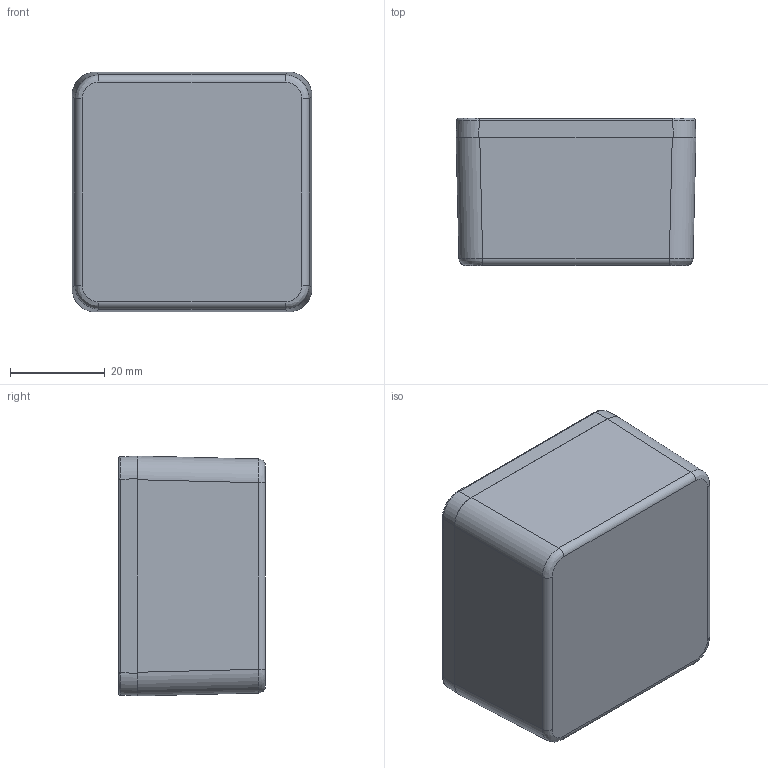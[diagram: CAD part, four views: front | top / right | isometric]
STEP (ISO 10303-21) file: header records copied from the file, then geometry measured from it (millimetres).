
FILE_DESCRIPTION(/* description */ (''),/* implementation_level */ '2;1');
FILE_NAME(/* name */ '1590LB.iam.stp',/* time_stamp */ '2014-07-28T13:49:23-04:00',/* author */ ('L.walsh'),/* organization */ (''),/* preprocessor_version */ 'ST-DEVELOPER v15.2',/* originating_system */ 'Autodesk Inventor 2014',/* authorisation */ '');
FILE_SCHEMA (('AUTOMOTIVE_DESIGN { 1 0 10303 214 3 1 1 }'));
Products named in the file (4): 1590LB Box; 1590LB-LLB Lid; #12462; 1590LB
Bounding box: 50.6 x 31 x 50.6 mm (x, y, z)
Volume: 24530.8 mm3; surface area: 22218.9 mm2
Topology: 6 solids, 6 shells, 460 faces, 1183 edges, 762 vertices
Faces by surface type: plane 239, bspline 93, cylinder 60, cone 48, torus 12, sphere 8
Full cylindrical faces by diameter (mm): 2.642 x4, 3.378 x4, 3.9 x8
Entity records: 12459 total; most frequent: CARTESIAN_POINT 3594, ORIENTED_EDGE 1908, DIRECTION 1595, EDGE_CURVE 954, VERTEX_POINT 625, LINE 577, VECTOR 577, AXIS2_PLACEMENT_3D 509
